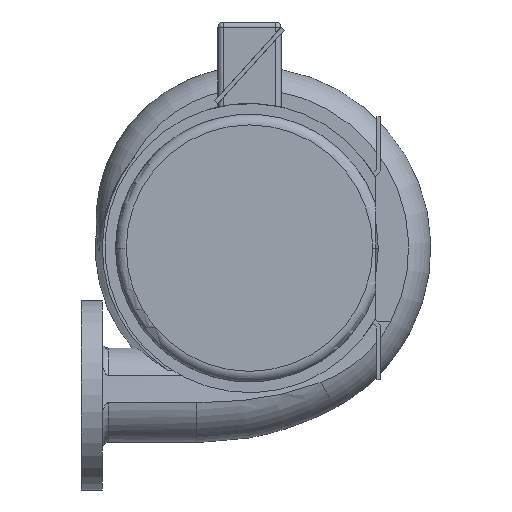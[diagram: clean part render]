
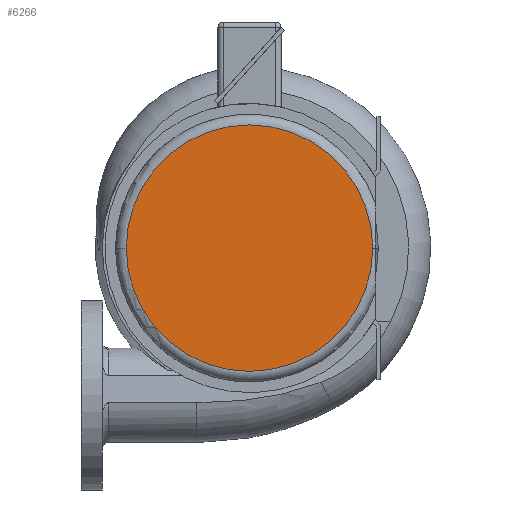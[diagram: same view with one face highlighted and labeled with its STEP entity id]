
A CAD part, left-side view. The second image highlights one B-rep face of the part: STEP entity #6266.
In plain terms, the highlighted planar face has unit normal (-1, 0, 0).
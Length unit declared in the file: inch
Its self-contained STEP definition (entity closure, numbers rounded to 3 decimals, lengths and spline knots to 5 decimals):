
#4804=CARTESIAN_POINT('',(-26.75,0.,0.));
#4805=DIRECTION('',(-1.,0.,0.));
#4806=DIRECTION('',(0.,1.,0.));
#4807=AXIS2_PLACEMENT_3D('',#4804,#4805,#4806);
#4812=CARTESIAN_POINT('',(-26.75,0.,0.));
#4813=DIRECTION('',(-1.,0.,0.));
#4814=DIRECTION('',(0.,-1.,0.));
#4815=AXIS2_PLACEMENT_3D('',#4812,#4813,#4814);
#6170=CARTESIAN_POINT('',(-26.75,5.85937,0.));
#6171=CARTESIAN_POINT('',(-26.75,-5.85937,0.));
#6172=VERTEX_POINT('',#6170);
#6173=VERTEX_POINT('',#6171);
#6255=CARTESIAN_POINT('',(-26.75,0.,0.));
#6256=DIRECTION('',(1.,0.,0.));
#6257=DIRECTION('',(0.,-1.,0.));
#6258=AXIS2_PLACEMENT_3D('',#6255,#6256,#6257);
#6259=PLANE('',#6258);
#6261=ORIENTED_EDGE('',*,*,#6260,.F.);
#6263=ORIENTED_EDGE('',*,*,#6262,.F.);
#6264=EDGE_LOOP('',(#6261,#6263));
#6265=FACE_OUTER_BOUND('',#6264,.F.);
#4808=CIRCLE('',#4807,5.85937);
#4816=CIRCLE('',#4815,5.85937);
#6260=EDGE_CURVE('',#6172,#6173,#4808,.T.);
#6262=EDGE_CURVE('',#6173,#6172,#4816,.T.);
#6266=ADVANCED_FACE('',(#6265),#6259,.F.);
